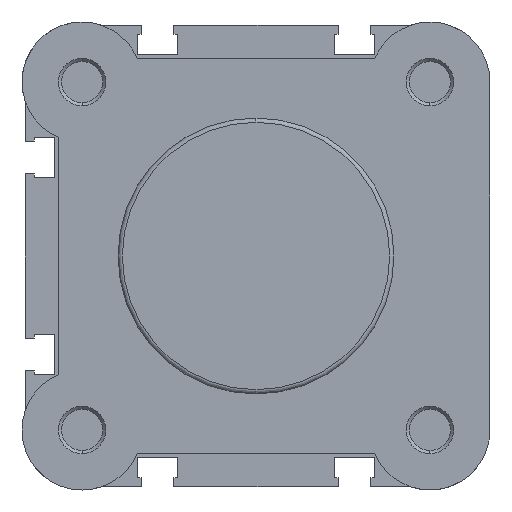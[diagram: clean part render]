
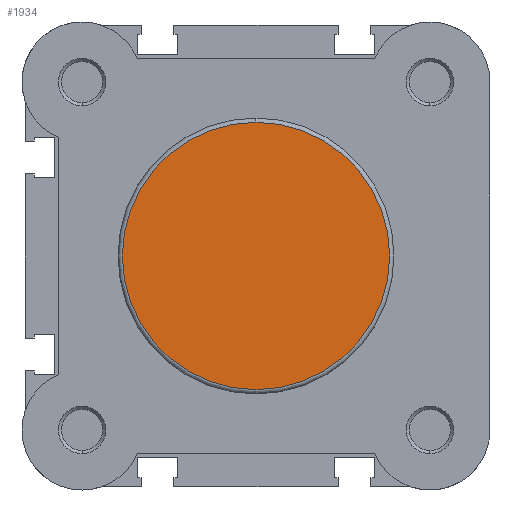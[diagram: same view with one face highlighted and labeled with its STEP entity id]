
A CAD part, left-side view. The second image highlights one B-rep face of the part: STEP entity #1934.
In plain terms, the highlighted planar face has unit normal (-1, 0, 0).
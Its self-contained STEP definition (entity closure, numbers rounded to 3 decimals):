
#271 = CARTESIAN_POINT ( 'NONE',  ( 0., 0., 0. ) ) ;
#275 = DIRECTION ( 'NONE',  ( -1., 0., 0. ) ) ;
#276 = DIRECTION ( 'NONE',  ( 0., 0., -1. ) ) ;
#671 = CARTESIAN_POINT ( 'NONE',  ( 0., 0., 0. ) ) ;
#673 = DIRECTION ( 'NONE',  ( -1., 0., 0. ) ) ;
#674 = DIRECTION ( 'NONE',  ( 0., 0., -1. ) ) ;
#1201 = CARTESIAN_POINT ( 'NONE',  ( 0., 0., 21.7 ) ) ;
#1202 = CARTESIAN_POINT ( 'NONE',  ( 0., 0., -21.7 ) ) ;
#1253 = CIRCLE ( 'NONE', #2866, 21.7 ) ;
#1934 = ADVANCED_FACE ( 'NONE', ( #3931 ), #5453, .F. ) ;
#2184 = EDGE_CURVE ( 'NONE', #4708, #4709, #4350, .T. ) ;
#2361 = EDGE_CURVE ( 'NONE', #4709, #4708, #1253, .T. ) ;
#2677 = AXIS2_PLACEMENT_3D ( 'NONE', #5452, #5455, #5456 ) ;
#2817 = AXIS2_PLACEMENT_3D ( 'NONE', #271, #275, #276 ) ;
#2866 = AXIS2_PLACEMENT_3D ( 'NONE', #671, #673, #674 ) ;
#3297 = EDGE_LOOP ( 'NONE', ( #6011, #6010 ) ) ;
#3931 = FACE_OUTER_BOUND ( 'NONE', #3297, .T. ) ;
#4350 = CIRCLE ( 'NONE', #2817, 21.7 ) ;
#4708 = VERTEX_POINT ( 'NONE', #1201 ) ;
#4709 = VERTEX_POINT ( 'NONE', #1202 ) ;
#5452 = CARTESIAN_POINT ( 'NONE',  ( 0., 22.4, 0. ) ) ;
#5453 = PLANE ( 'NONE',  #2677 ) ;
#5455 = DIRECTION ( 'NONE',  ( 1., 0., 0. ) ) ;
#5456 = DIRECTION ( 'NONE',  ( 0., 0., -1. ) ) ;
#6010 = ORIENTED_EDGE ( 'NONE', *, *, #2184, .T. ) ;
#6011 = ORIENTED_EDGE ( 'NONE', *, *, #2361, .T. ) ;
